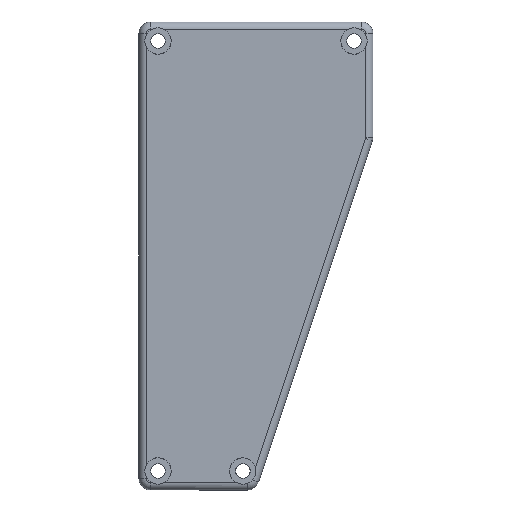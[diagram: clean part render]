
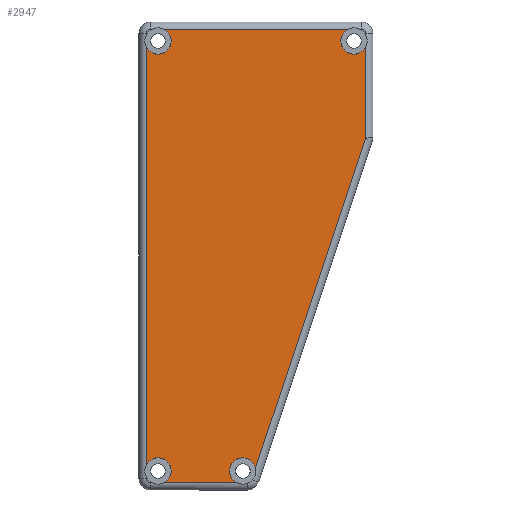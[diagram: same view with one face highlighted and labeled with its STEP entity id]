
A CAD part, front view. The second image highlights one B-rep face of the part: STEP entity #2947.
In plain terms, the highlighted planar face has unit normal (0, -1, 0).
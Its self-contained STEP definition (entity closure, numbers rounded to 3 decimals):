
#49 = CARTESIAN_POINT ( 'NONE',  ( -33.5, -4., 73.5 ) ) ;
#106 = CIRCLE ( 'NONE', #1345, 4.5 ) ;
#157 = CARTESIAN_POINT ( 'NONE',  ( 37.5, -4., 80. ) ) ;
#201 = CARTESIAN_POINT ( 'NONE',  ( 49.628, -4., 76.791 ) ) ;
#312 = EDGE_CURVE ( 'NONE', #2050, #2242, #3041, .T. ) ;
#385 = DIRECTION ( 'NONE',  ( 0., 0., -1. ) ) ;
#564 = DIRECTION ( 'NONE',  ( 0., 0., -1. ) ) ;
#574 = CARTESIAN_POINT ( 'NONE',  ( -33.5, -4., -73.5 ) ) ;
#623 = ORIENTED_EDGE ( 'NONE', *, *, #3554, .T. ) ;
#639 = DIRECTION ( 'NONE',  ( 0., 0., -1. ) ) ;
#690 = VECTOR ( 'NONE', #3012, 1000. ) ;
#827 = CARTESIAN_POINT ( 'NONE',  ( -31.438, -4., -77.5 ) ) ;
#1050 = PLANE ( 'NONE',  #5953 ) ;
#1084 = VECTOR ( 'NONE', #639, 1000. ) ;
#1104 = DIRECTION ( 'NONE',  ( 0., 0., -1. ) ) ;
#1275 = ORIENTED_EDGE ( 'NONE', *, *, #1396, .F. ) ;
#1345 = AXIS2_PLACEMENT_3D ( 'NONE', #2519, #6167, #3067 ) ;
#1396 = EDGE_CURVE ( 'NONE', #3815, #6578, #3310, .T. ) ;
#1412 = EDGE_CURVE ( 'NONE', #2258, #6645, #5898, .T. ) ;
#1416 = CIRCLE ( 'NONE', #5741, 4.5 ) ;
#1563 = EDGE_CURVE ( 'NONE', #4247, #6645, #3703, .T. ) ;
#1582 = DIRECTION ( 'NONE',  ( 0., -1., 0. ) ) ;
#1647 = CIRCLE ( 'NONE', #5445, 4.5 ) ;
#1650 = CARTESIAN_POINT ( 'NONE',  ( 33.5, -4., 73.5 ) ) ;
#1659 = ORIENTED_EDGE ( 'NONE', *, *, #4061, .F. ) ;
#1701 = EDGE_CURVE ( 'NONE', #2712, #5391, #1647, .T. ) ;
#1789 = CARTESIAN_POINT ( 'NONE',  ( -0.122, -4., -72.46 ) ) ;
#1870 = CARTESIAN_POINT ( 'NONE',  ( -4.5, -4., -69. ) ) ;
#1887 = CARTESIAN_POINT ( 'NONE',  ( -4.5, -4., -73.5 ) ) ;
#1901 = CARTESIAN_POINT ( 'NONE',  ( -31.438, -4., 77.5 ) ) ;
#1975 = DIRECTION ( 'NONE',  ( 0., 1., 0. ) ) ;
#2049 = CIRCLE ( 'NONE', #3442, 4.5 ) ;
#2050 = VERTEX_POINT ( 'NONE', #5349 ) ;
#2083 = CARTESIAN_POINT ( 'NONE',  ( 37.5, -4., 40.649 ) ) ;
#2098 = CARTESIAN_POINT ( 'NONE',  ( -37.5, -4., -71.438 ) ) ;
#2183 = DIRECTION ( 'NONE',  ( 0., 0., -1. ) ) ;
#2242 = VERTEX_POINT ( 'NONE', #827 ) ;
#2258 = VERTEX_POINT ( 'NONE', #1901 ) ;
#2289 = AXIS2_PLACEMENT_3D ( 'NONE', #1650, #5306, #2183 ) ;
#2386 = ORIENTED_EDGE ( 'NONE', *, *, #1701, .T. ) ;
#2426 = DIRECTION ( 'NONE',  ( 0., 0., -1. ) ) ;
#2519 = CARTESIAN_POINT ( 'NONE',  ( 33.5, -4., 73.5 ) ) ;
#2551 = ORIENTED_EDGE ( 'NONE', *, *, #4105, .F. ) ;
#2579 = DIRECTION ( 'NONE',  ( 0., 1., 0. ) ) ;
#2626 = ORIENTED_EDGE ( 'NONE', *, *, #312, .T. ) ;
#2641 = LINE ( 'NONE', #157, #1084 ) ;
#2712 = VERTEX_POINT ( 'NONE', #5524 ) ;
#2752 = ORIENTED_EDGE ( 'NONE', *, *, #6459, .T. ) ;
#2939 = AXIS2_PLACEMENT_3D ( 'NONE', #5685, #2579, #6223 ) ;
#2947 = ADVANCED_FACE ( 'NONE', ( #3476 ), #1050, .T. ) ;
#2984 = VECTOR ( 'NONE', #3146, 1000. ) ;
#3012 = DIRECTION ( 'NONE',  ( 1., 0., 0. ) ) ;
#3023 = EDGE_CURVE ( 'NONE', #3535, #5391, #4858, .T. ) ;
#3037 = DIRECTION ( 'NONE',  ( 0., 1., 0. ) ) ;
#3041 = CIRCLE ( 'NONE', #2939, 4.5 ) ;
#3064 = CARTESIAN_POINT ( 'NONE',  ( -6.562, -4., -77.5 ) ) ;
#3067 = DIRECTION ( 'NONE',  ( 0., 0., -1. ) ) ;
#3090 = DIRECTION ( 'NONE',  ( -1., 0., 0. ) ) ;
#3095 = CARTESIAN_POINT ( 'NONE',  ( 37.5, -4., 71.438 ) ) ;
#3146 = DIRECTION ( 'NONE',  ( 0., 0., 1. ) ) ;
#3310 = CIRCLE ( 'NONE', #4872, 1.5 ) ;
#3323 = ORIENTED_EDGE ( 'NONE', *, *, #1563, .T. ) ;
#3326 = EDGE_LOOP ( 'NONE', ( #4603, #3323, #5212, #6108, #2386, #3496, #623, #2626, #5247, #6291, #2752, #2551, #1275, #1659 ) ) ;
#3428 = CARTESIAN_POINT ( 'NONE',  ( 33.5, -4., 69. ) ) ;
#3442 = AXIS2_PLACEMENT_3D ( 'NONE', #49, #3704, #564 ) ;
#3454 = EDGE_CURVE ( 'NONE', #6143, #2242, #6072, .T. ) ;
#3476 = FACE_OUTER_BOUND ( 'NONE', #3326, .T. ) ;
#3496 = ORIENTED_EDGE ( 'NONE', *, *, #3023, .F. ) ;
#3510 = DIRECTION ( 'NONE',  ( 0., 1., 0. ) ) ;
#3535 = VERTEX_POINT ( 'NONE', #2098 ) ;
#3554 = EDGE_CURVE ( 'NONE', #3535, #2050, #1416, .T. ) ;
#3703 = CIRCLE ( 'NONE', #2289, 4.5 ) ;
#3704 = DIRECTION ( 'NONE',  ( 0., 1., 0. ) ) ;
#3773 = CIRCLE ( 'NONE', #3848, 4.5 ) ;
#3777 = CARTESIAN_POINT ( 'NONE',  ( -37.5, -4., 71.438 ) ) ;
#3815 = VERTEX_POINT ( 'NONE', #2083 ) ;
#3848 = AXIS2_PLACEMENT_3D ( 'NONE', #1887, #5526, #2426 ) ;
#3854 = DIRECTION ( 'NONE',  ( -0.316, 0., -0.949 ) ) ;
#4061 = EDGE_CURVE ( 'NONE', #6608, #3815, #2641, .T. ) ;
#4105 = EDGE_CURVE ( 'NONE', #6578, #5936, #4918, .T. ) ;
#4176 = CARTESIAN_POINT ( 'NONE',  ( -37.5, -4., 80. ) ) ;
#4214 = DIRECTION ( 'NONE',  ( 0., 1., 0. ) ) ;
#4247 = VERTEX_POINT ( 'NONE', #3428 ) ;
#4325 = VERTEX_POINT ( 'NONE', #1870 ) ;
#4603 = ORIENTED_EDGE ( 'NONE', *, *, #5172, .T. ) ;
#4858 = LINE ( 'NONE', #4176, #2984 ) ;
#4872 = AXIS2_PLACEMENT_3D ( 'NONE', #6634, #3510, #385 ) ;
#4918 = LINE ( 'NONE', #201, #5085 ) ;
#5085 = VECTOR ( 'NONE', #3854, 1000. ) ;
#5105 = CARTESIAN_POINT ( 'NONE',  ( -33.5, -4., 73.5 ) ) ;
#5172 = EDGE_CURVE ( 'NONE', #6608, #4247, #106, .T. ) ;
#5212 = ORIENTED_EDGE ( 'NONE', *, *, #1412, .F. ) ;
#5232 = DIRECTION ( 'NONE',  ( 0., 0., -1. ) ) ;
#5247 = ORIENTED_EDGE ( 'NONE', *, *, #3454, .F. ) ;
#5297 = EDGE_CURVE ( 'NONE', #2258, #2712, #2049, .T. ) ;
#5306 = DIRECTION ( 'NONE',  ( 0., 1., 0. ) ) ;
#5349 = CARTESIAN_POINT ( 'NONE',  ( -33.5, -4., -69. ) ) ;
#5391 = VERTEX_POINT ( 'NONE', #3777 ) ;
#5445 = AXIS2_PLACEMENT_3D ( 'NONE', #5105, #1975, #5602 ) ;
#5492 = AXIS2_PLACEMENT_3D ( 'NONE', #6153, #3037, #6668 ) ;
#5524 = CARTESIAN_POINT ( 'NONE',  ( -33.5, -4., 69. ) ) ;
#5526 = DIRECTION ( 'NONE',  ( 0., 1., 0. ) ) ;
#5602 = DIRECTION ( 'NONE',  ( 0., 0., -1. ) ) ;
#5685 = CARTESIAN_POINT ( 'NONE',  ( -33.5, -4., -73.5 ) ) ;
#5728 = CARTESIAN_POINT ( 'NONE',  ( 40., -4., 80. ) ) ;
#5741 = AXIS2_PLACEMENT_3D ( 'NONE', #574, #4214, #1104 ) ;
#5883 = CIRCLE ( 'NONE', #5492, 4.5 ) ;
#5898 = LINE ( 'NONE', #6132, #690 ) ;
#5903 = VECTOR ( 'NONE', #3090, 1000. ) ;
#5936 = VERTEX_POINT ( 'NONE', #1789 ) ;
#5953 = AXIS2_PLACEMENT_3D ( 'NONE', #5728, #1582, #5232 ) ;
#6072 = LINE ( 'NONE', #6727, #5903 ) ;
#6108 = ORIENTED_EDGE ( 'NONE', *, *, #5297, .T. ) ;
#6112 = EDGE_CURVE ( 'NONE', #6143, #4325, #5883, .T. ) ;
#6132 = CARTESIAN_POINT ( 'NONE',  ( 40., -4., 77.5 ) ) ;
#6143 = VERTEX_POINT ( 'NONE', #3064 ) ;
#6153 = CARTESIAN_POINT ( 'NONE',  ( -4.5, -4., -73.5 ) ) ;
#6167 = DIRECTION ( 'NONE',  ( 0., 1., 0. ) ) ;
#6181 = CARTESIAN_POINT ( 'NONE',  ( 37.423, -4., 40.175 ) ) ;
#6223 = DIRECTION ( 'NONE',  ( 0., 0., -1. ) ) ;
#6258 = CARTESIAN_POINT ( 'NONE',  ( 31.438, -4., 77.5 ) ) ;
#6291 = ORIENTED_EDGE ( 'NONE', *, *, #6112, .T. ) ;
#6459 = EDGE_CURVE ( 'NONE', #4325, #5936, #3773, .T. ) ;
#6578 = VERTEX_POINT ( 'NONE', #6181 ) ;
#6608 = VERTEX_POINT ( 'NONE', #3095 ) ;
#6634 = CARTESIAN_POINT ( 'NONE',  ( 36., -4., 40.649 ) ) ;
#6645 = VERTEX_POINT ( 'NONE', #6258 ) ;
#6668 = DIRECTION ( 'NONE',  ( 0., 0., -1. ) ) ;
#6727 = CARTESIAN_POINT ( 'NONE',  ( 40., -4., -77.5 ) ) ;
